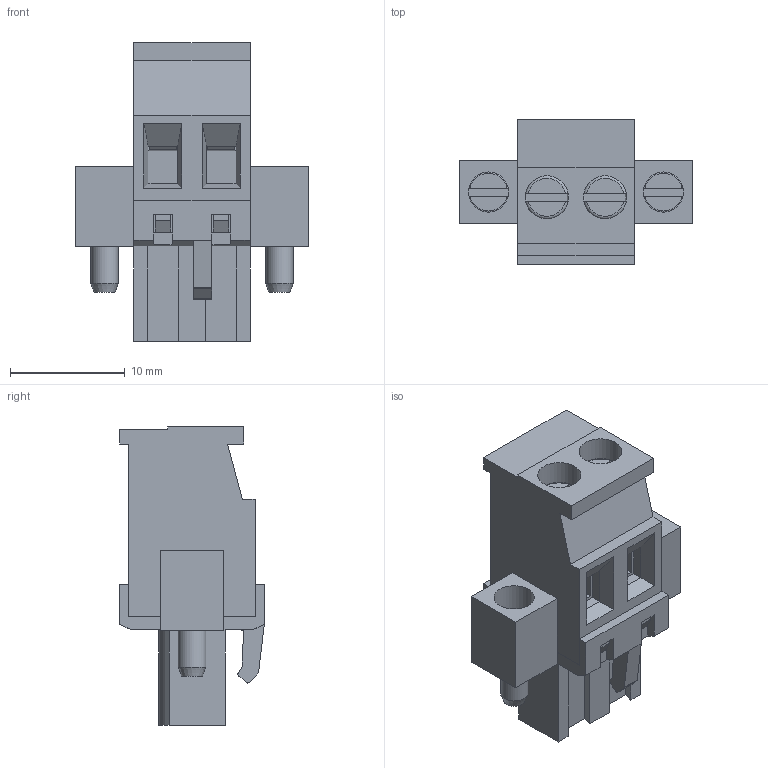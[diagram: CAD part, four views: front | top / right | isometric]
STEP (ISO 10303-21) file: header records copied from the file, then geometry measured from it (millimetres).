
FILE_DESCRIPTION( ( 'Unknown' ), '1' );
FILE_NAME( '691343510002.stp', 'Unknown', ( 'Unknown' ), ( 'Unknown' ), 'PSStep 14.0', 'Unknown', ' ' );
FILE_SCHEMA( ( 'AUTOMOTIVE_DESIGN { 1 0 10303 214 1 1 1 1 }' ) );
Length unit declared in the file: millimetre
Products named in the file (6): Assem1; 691343510002; 6913435100xx_CAGE; 6913435100xx; 691343510002_BAS; 6913435100xx_VIS_Flange
Assembly tree (10 placements, depth 2):
  Assem1
    691343510002
    6913435100xx_CAGE  x2
    6913435100xx  x2
    691343510002_BAS
    6913435100xx_VIS_Flange  x4
Bounding box: 20.32 x 12.6 x 26 mm (x, y, z)
Volume: 1900.9 mm3; surface area: 4585 mm2
Topology: 10 solids, 10 shells, 490 faces, 1340 edges, 872 vertices
Faces by surface type: plane 377, cylinder 93, torus 12, cone 8
Full cylindrical faces by diameter (mm): 1.5 x2, 2.2 x2, 2.4 x6, 2.7 x2, 3 x2, 3.5 x2, 3.75 x2, 3.8 x4
Entity records: 14389 total; most frequent: CARTESIAN_POINT 2028, ORIENTED_EDGE 1966, DIRECTION 1849, EDGE_CURVE 983, LINE 857, VECTOR 857, VERTEX_POINT 651, AXIS2_PLACEMENT_3D 496
